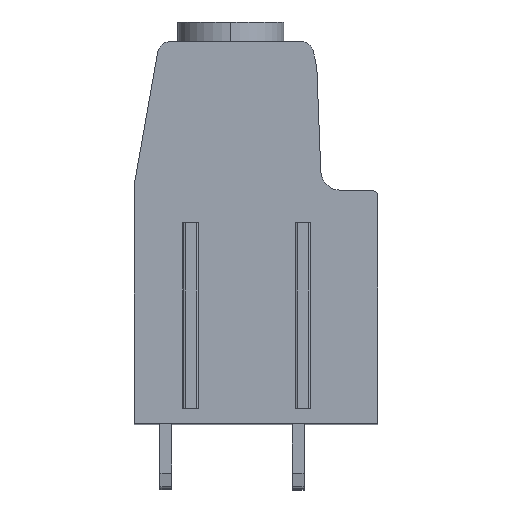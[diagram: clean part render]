
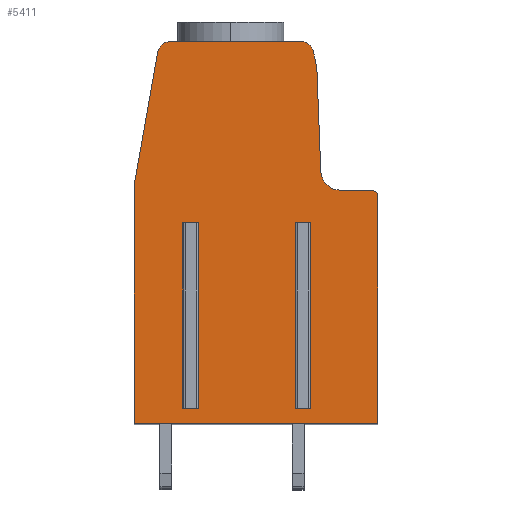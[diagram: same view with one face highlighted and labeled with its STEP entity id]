
A CAD part, top view. The second image highlights one B-rep face of the part: STEP entity #5411.
In plain terms, the highlighted planar face has unit normal (0, 0, 1).
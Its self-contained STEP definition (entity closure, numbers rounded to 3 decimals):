
#822=CARTESIAN_POINT('',(3.429,13.65,5.08));
#823=DIRECTION('',(0.,0.,1.));
#824=DIRECTION('',(0.978,0.208,0.));
#825=AXIS2_PLACEMENT_3D('',#822,#823,#824);
#827=DIRECTION('',(-0.208,0.978,0.));
#828=VECTOR('',#827,0.978);
#829=CARTESIAN_POINT('',(4.611,12.902,5.08));
#830=LINE('',#829,#828);
#831=CARTESIAN_POINT('',(1.676,12.278,5.08));
#832=DIRECTION('',(0.,0.,1.));
#833=DIRECTION('',(0.999,0.038,0.));
#834=AXIS2_PLACEMENT_3D('',#831,#832,#833);
#836=DIRECTION('',(-0.038,0.999,0.));
#837=VECTOR('',#836,7.706);
#838=CARTESIAN_POINT('',(4.97,4.692,5.08));
#839=LINE('',#838,#837);
#840=CARTESIAN_POINT('',(6.469,4.75,5.08));
#841=DIRECTION('',(0.,0.,-1.));
#842=DIRECTION('',(0.,-1.,0.));
#843=AXIS2_PLACEMENT_3D('',#840,#841,#842);
#845=DIRECTION('',(-1.,0.,0.));
#846=VECTOR('',#845,2.381);
#847=CARTESIAN_POINT('',(8.85,3.25,5.08));
#848=LINE('',#847,#846);
#849=CARTESIAN_POINT('',(8.85,2.75,5.08));
#850=DIRECTION('',(0.,0.,1.));
#851=DIRECTION('',(1.,0.,0.));
#852=AXIS2_PLACEMENT_3D('',#849,#850,#851);
#854=DIRECTION('',(0.,1.,0.));
#855=VECTOR('',#854,17.4);
#856=CARTESIAN_POINT('',(9.35,-14.65,5.08));
#857=LINE('',#856,#855);
#858=DIRECTION('',(1.,0.,0.));
#859=VECTOR('',#858,18.7);
#860=CARTESIAN_POINT('',(-9.35,-14.65,5.08));
#861=LINE('',#860,#859);
#862=DIRECTION('',(0.,-1.,0.));
#863=VECTOR('',#862,18.25);
#864=CARTESIAN_POINT('',(-9.35,3.6,5.08));
#865=LINE('',#864,#863);
#866=DIRECTION('',(-0.174,-0.985,0.));
#867=VECTOR('',#866,10.381);
#868=CARTESIAN_POINT('',(-7.547,13.824,5.08));
#869=LINE('',#868,#867);
#870=CARTESIAN_POINT('',(-6.562,13.65,5.08));
#871=DIRECTION('',(0.,0.,1.));
#872=DIRECTION('',(0.,1.,0.));
#873=AXIS2_PLACEMENT_3D('',#870,#871,#872);
#875=DIRECTION('',(-1.,0.,0.));
#876=VECTOR('',#875,9.992);
#877=CARTESIAN_POINT('',(3.429,14.65,5.08));
#878=LINE('',#877,#876);
#879=DIRECTION('',(1.,0.,0.));
#880=VECTOR('',#879,0.65);
#881=CARTESIAN_POINT('',(-5.325,0.75,5.08));
#882=LINE('',#881,#880);
#883=DIRECTION('',(0.,1.,0.));
#884=VECTOR('',#883,14.25);
#885=CARTESIAN_POINT('',(-5.325,-13.5,5.08));
#886=LINE('',#885,#884);
#887=DIRECTION('',(1.,0.,0.));
#888=VECTOR('',#887,0.65);
#889=CARTESIAN_POINT('',(-5.325,-13.5,5.08));
#890=LINE('',#889,#888);
#891=DIRECTION('',(0.,1.,0.));
#892=VECTOR('',#891,14.25);
#893=CARTESIAN_POINT('',(-4.675,-13.5,5.08));
#894=LINE('',#893,#892);
#895=DIRECTION('',(1.,0.,0.));
#896=VECTOR('',#895,0.65);
#897=CARTESIAN_POINT('',(3.275,0.75,5.08));
#898=LINE('',#897,#896);
#899=DIRECTION('',(0.,1.,0.));
#900=VECTOR('',#899,14.25);
#901=CARTESIAN_POINT('',(3.275,-13.5,5.08));
#902=LINE('',#901,#900);
#903=DIRECTION('',(1.,0.,0.));
#904=VECTOR('',#903,0.65);
#905=CARTESIAN_POINT('',(3.275,-13.5,5.08));
#906=LINE('',#905,#904);
#907=DIRECTION('',(0.,1.,0.));
#908=VECTOR('',#907,14.25);
#909=CARTESIAN_POINT('',(3.925,-13.5,5.08));
#910=LINE('',#909,#908);
#3503=CARTESIAN_POINT('',(-6.562,14.65,5.08));
#3504=CARTESIAN_POINT('',(-7.547,13.824,5.08));
#3505=VERTEX_POINT('',#3503);
#3506=VERTEX_POINT('',#3504);
#3507=CARTESIAN_POINT('',(-9.35,3.6,5.08));
#3508=VERTEX_POINT('',#3507);
#3509=CARTESIAN_POINT('',(-9.35,-14.65,5.08));
#3510=VERTEX_POINT('',#3509);
#3511=CARTESIAN_POINT('',(9.35,-14.65,5.08));
#3512=VERTEX_POINT('',#3511);
#3513=CARTESIAN_POINT('',(6.469,3.25,5.08));
#3514=CARTESIAN_POINT('',(4.97,4.692,5.08));
#3515=VERTEX_POINT('',#3513);
#3516=VERTEX_POINT('',#3514);
#3523=CARTESIAN_POINT('',(4.408,13.858,5.08));
#3524=VERTEX_POINT('',#3523);
#3525=CARTESIAN_POINT('',(3.429,14.65,5.08));
#3526=VERTEX_POINT('',#3525);
#3531=CARTESIAN_POINT('',(4.674,12.393,5.08));
#3532=VERTEX_POINT('',#3531);
#3533=CARTESIAN_POINT('',(4.611,12.902,5.08));
#3534=VERTEX_POINT('',#3533);
#3539=CARTESIAN_POINT('',(9.35,2.75,5.08));
#3540=VERTEX_POINT('',#3539);
#3541=CARTESIAN_POINT('',(8.85,3.25,5.08));
#3542=VERTEX_POINT('',#3541);
#3623=CARTESIAN_POINT('',(-5.325,0.75,5.08));
#3624=CARTESIAN_POINT('',(-4.675,0.75,5.08));
#3625=VERTEX_POINT('',#3623);
#3626=VERTEX_POINT('',#3624);
#3627=CARTESIAN_POINT('',(3.275,0.75,5.08));
#3628=CARTESIAN_POINT('',(3.925,0.75,5.08));
#3629=VERTEX_POINT('',#3627);
#3630=VERTEX_POINT('',#3628);
#3631=CARTESIAN_POINT('',(3.925,-13.5,5.08));
#3632=VERTEX_POINT('',#3631);
#3633=CARTESIAN_POINT('',(3.275,-13.5,5.08));
#3634=VERTEX_POINT('',#3633);
#3635=CARTESIAN_POINT('',(-4.675,-13.5,5.08));
#3636=VERTEX_POINT('',#3635);
#3637=CARTESIAN_POINT('',(-5.325,-13.5,5.08));
#3638=VERTEX_POINT('',#3637);
#5371=CARTESIAN_POINT('',(0.,0.,5.08));
#5372=DIRECTION('',(0.,0.,1.));
#5373=DIRECTION('',(1.,0.,0.));
#5374=AXIS2_PLACEMENT_3D('',#5371,#5372,#5373);
#5375=PLANE('',#5374);
#5376=ORIENTED_EDGE('',*,*,#5124,.F.);
#5377=ORIENTED_EDGE('',*,*,#5139,.F.);
#5378=ORIENTED_EDGE('',*,*,#5152,.F.);
#5379=ORIENTED_EDGE('',*,*,#5167,.F.);
#5380=ORIENTED_EDGE('',*,*,#5180,.F.);
#5381=ORIENTED_EDGE('',*,*,#5193,.F.);
#5382=ORIENTED_EDGE('',*,*,#5208,.F.);
#5383=ORIENTED_EDGE('',*,*,#5222,.F.);
#5384=ORIENTED_EDGE('',*,*,#4755,.F.);
#5385=ORIENTED_EDGE('',*,*,#5032,.F.);
#5386=ORIENTED_EDGE('',*,*,#5046,.F.);
#5387=ORIENTED_EDGE('',*,*,#5060,.F.);
#5388=ORIENTED_EDGE('',*,*,#5073,.F.);
#5389=EDGE_LOOP('',(#5376,#5377,#5378,#5379,#5380,#5381,#5382,#5383,#5384,#5385,
#5386,#5387,#5388));
#5390=FACE_OUTER_BOUND('',#5389,.F.);
#5392=ORIENTED_EDGE('',*,*,#5391,.F.);
#5394=ORIENTED_EDGE('',*,*,#5393,.F.);
#5396=ORIENTED_EDGE('',*,*,#5395,.T.);
#5398=ORIENTED_EDGE('',*,*,#5397,.T.);
#5399=EDGE_LOOP('',(#5392,#5394,#5396,#5398));
#5400=FACE_BOUND('',#5399,.F.);
#5402=ORIENTED_EDGE('',*,*,#5401,.F.);
#5404=ORIENTED_EDGE('',*,*,#5403,.F.);
#5406=ORIENTED_EDGE('',*,*,#5405,.T.);
#5408=ORIENTED_EDGE('',*,*,#5407,.T.);
#5409=EDGE_LOOP('',(#5402,#5404,#5406,#5408));
#5410=FACE_BOUND('',#5409,.F.);
#826=CIRCLE('',#825,1.);
#835=CIRCLE('',#834,3.);
#844=CIRCLE('',#843,1.5);
#853=CIRCLE('',#852,0.5);
#874=CIRCLE('',#873,1.);
#4755=EDGE_CURVE('',#3510,#3512,#861,.T.);
#5032=EDGE_CURVE('',#3508,#3510,#865,.T.);
#5046=EDGE_CURVE('',#3506,#3508,#869,.T.);
#5060=EDGE_CURVE('',#3505,#3506,#874,.T.);
#5073=EDGE_CURVE('',#3526,#3505,#878,.T.);
#5124=EDGE_CURVE('',#3524,#3526,#826,.T.);
#5139=EDGE_CURVE('',#3534,#3524,#830,.T.);
#5152=EDGE_CURVE('',#3532,#3534,#835,.T.);
#5167=EDGE_CURVE('',#3516,#3532,#839,.T.);
#5180=EDGE_CURVE('',#3515,#3516,#844,.T.);
#5193=EDGE_CURVE('',#3542,#3515,#848,.T.);
#5208=EDGE_CURVE('',#3540,#3542,#853,.T.);
#5222=EDGE_CURVE('',#3512,#3540,#857,.T.);
#5391=EDGE_CURVE('',#3625,#3626,#882,.T.);
#5393=EDGE_CURVE('',#3638,#3625,#886,.T.);
#5395=EDGE_CURVE('',#3638,#3636,#890,.T.);
#5397=EDGE_CURVE('',#3636,#3626,#894,.T.);
#5401=EDGE_CURVE('',#3629,#3630,#898,.T.);
#5403=EDGE_CURVE('',#3634,#3629,#902,.T.);
#5405=EDGE_CURVE('',#3634,#3632,#906,.T.);
#5407=EDGE_CURVE('',#3632,#3630,#910,.T.);
#5411=ADVANCED_FACE('',(#5390,#5400,#5410),#5375,.T.);
